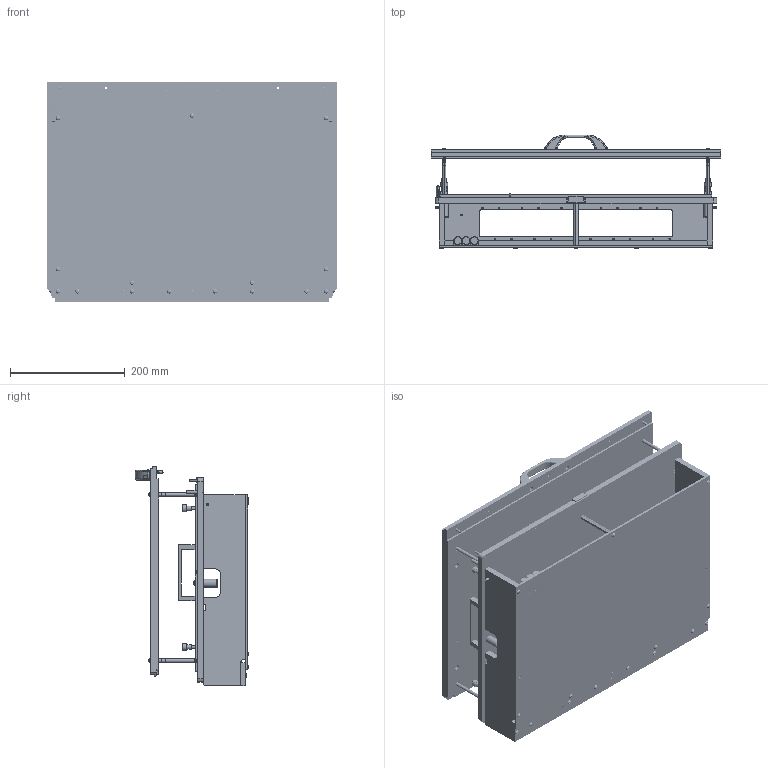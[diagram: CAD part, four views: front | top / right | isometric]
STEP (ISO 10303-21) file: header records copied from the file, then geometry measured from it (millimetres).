
FILE_DESCRIPTION (( 'STEP AP203' ), '1' );
FILE_NAME ('INGUN_45908-KIT.STEP', '2023-07-27T09:35:39', ( '' ), ( '' ), 'SwSTEP 2.0', 'SolidWorks 2021', '' );
FILE_SCHEMA (( 'CONFIG_CONTROL_DESIGN' ));
Length unit declared in the file: millimetre
Products named in the file (44): 1607~1; 3699~0; DIN6325~n_03,0m6x016; DIN912~n_M03,0x012; 45907~5; 45867~5_S; 45906~4_ICT Stellung (kontaktiert)  <S>; 41367~6_S; 2196~6; 45716~1_flexibel <S>; DIN6325~n_04,0m6x014; 32293~0_S; ISO7380~n_M03,0x006; ISO7380~n_M04,0x012; DIN6325~n_04,0m6x016; 45878~2_S; 43627~0_Hub 22,5mm<Standard>; 45879~2_S; SKB-II~skii_M4,0x73 St; DIN7979~n_04,0m6x020M3; 41369~1_S; 113166~0_S; Gewindebuchse~n_M05-03,9 offen; 114124~0_S; 45875~3_S; 2229~6; ISO7380~n_M04,0x020; DIN7991~n_M03,0x010 VA; DIN6325~n_06,0m6x030; 45907~5_S; DIN125~n_03,2 M03,0; 2393~0_S; 46869~0_S; 44393~2_S; Gewindebuchse~n_M04-09,5 offen; 45876~3; DIN7991~n_M03,0x006; 112908~1_S; DIN6325~n_03,0m6x024; 32457~0_S ...
Assembly tree (110 placements, depth 4):
  INGUN_45908-KIT
    45906~4_ICT Stellung (kontaktiert)  <S>
      45907~5_S
        45907~5
        Gewindebuchse~n_M04-09,5 offen  x4
      45867~5_S
        45867~5_S
        DIN6325~n_04,0m6x016
      114124~0_S
        114124~0_S
        DIN6325~n_04,0m6x016
      45876~3
      44393~2_S
      45875~3_S
        45875~3_S
        Gewindebuchse~n_M05-03,9 offen  x3
      45878~2_S
      43627~0_Hub 22,5mm<Standard>  x6
      2196~6  x2
      2229~6  x2
      46869~0_S  x4
      1607~1  x2
      32293~0_S
      SKB-II~skii_M4,0x73 St
      113166~0_S
        3699~0
      41367~6_S  x3
      ISO7380~n_M04,0x012  x31
      DIN7991~n_M03,0x010 VA
      DIN6325~n_03,0m6x016
      DIN6325~n_03,0m6x024
      DIN6325~n_04,0m6x016  x3
      DIN6325~n_04,0m6x014  x3
      DIN6325~n_06,0m6x030
      DIN7991~n_M03,0x006  x3
    45879~2_S
      45716~1_flexibel <S>
        32457~0_S
        DIN7979~n_04,0m6x020M3  x2
        ISO7380~n_M03,0x006  x2
        41369~1_S  x4
        ISO7380~n_M04,0x020  x4
        DIN912~n_M03,0x012  x2
        2393~0_S  x2
        DIN125~n_03,2 M03,0  x2
      112908~1_S
Bounding box: 506 x 198.2 x 383 mm (x, y, z)
Volume: 6491687.4 mm3; surface area: 1663150.3 mm2
Topology: 102 solids, 102 shells, 3511 faces, 8307 edges, 5349 vertices
Faces by surface type: cylinder 1553, plane 1394, cone 322, torus 138, bspline 56, sphere 48
Entity records: 56557 total; most frequent: CARTESIAN_POINT 14993, DIRECTION 7826, ORIENTED_EDGE 6820, EDGE_CURVE 3410, AXIS2_PLACEMENT_3D 3092, VERTEX_POINT 2216, EDGE_LOOP 1850, LINE 1642
